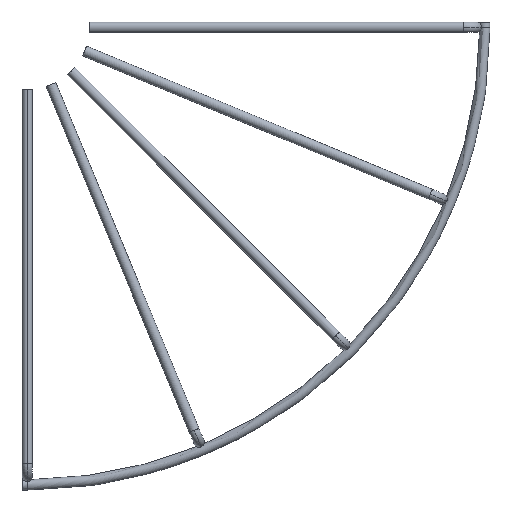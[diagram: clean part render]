
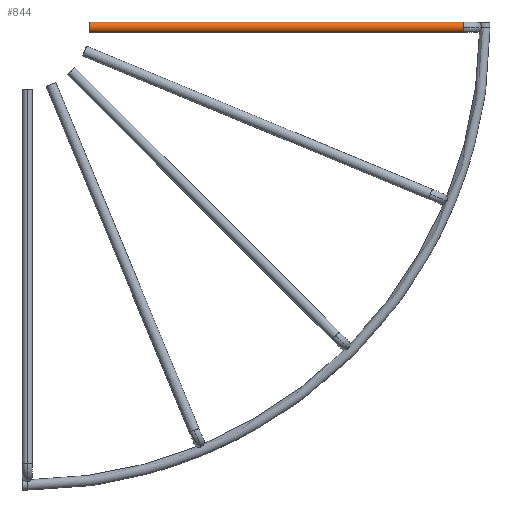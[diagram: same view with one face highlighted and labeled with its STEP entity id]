
A CAD part, front view. The second image highlights one B-rep face of the part: STEP entity #844.
In plain terms, the highlighted cylindrical face has radius 2.35 mm (diameter 4.7 mm), a partial arc.
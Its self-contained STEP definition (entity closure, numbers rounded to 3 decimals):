
#14 = VERTEX_POINT ( 'NONE', #1925 ) ;
#75 = CIRCLE ( 'NONE', #302, 2.35 ) ;
#137 = ORIENTED_EDGE ( 'NONE', *, *, #2334, .F. ) ;
#302 = AXIS2_PLACEMENT_3D ( 'NONE', #2978, #1290, #2731 ) ;
#309 = VECTOR ( 'NONE', #2483, 1000. ) ;
#339 = EDGE_CURVE ( 'NONE', #2618, #1193, #75, .T. ) ;
#456 = CYLINDRICAL_SURFACE ( 'NONE', #1700, 2.35 ) ;
#700 = DIRECTION ( 'NONE',  ( 1., 0., 0. ) ) ;
#754 = DIRECTION ( 'NONE',  ( -1., 0., 0. ) ) ;
#826 = ORIENTED_EDGE ( 'NONE', *, *, #1996, .F. ) ;
#844 = ADVANCED_FACE ( 'NONE', ( #1108 ), #456, .T. ) ;
#870 = ORIENTED_EDGE ( 'NONE', *, *, #2115, .T. ) ;
#976 = CARTESIAN_POINT ( 'NONE',  ( 196.75, -101.75, -2.35 ) ) ;
#1108 = FACE_OUTER_BOUND ( 'NONE', #1913, .T. ) ;
#1193 = VERTEX_POINT ( 'NONE', #1599 ) ;
#1271 = DIRECTION ( 'NONE',  ( 1., 0., 0. ) ) ;
#1290 = DIRECTION ( 'NONE',  ( 1., 0., 0. ) ) ;
#1305 = AXIS2_PLACEMENT_3D ( 'NONE', #2140, #700, #2395 ) ;
#1382 = DIRECTION ( 'NONE',  ( -1., 0., 0. ) ) ;
#1559 = LINE ( 'NONE', #2314, #2123 ) ;
#1599 = CARTESIAN_POINT ( 'NONE',  ( 196.75, -104.1, 0. ) ) ;
#1700 = AXIS2_PLACEMENT_3D ( 'NONE', #2332, #1382, #2813 ) ;
#1744 = ORIENTED_EDGE ( 'NONE', *, *, #2973, .T. ) ;
#1913 = EDGE_LOOP ( 'NONE', ( #137, #826, #2727, #1744, #870 ) ) ;
#1925 = CARTESIAN_POINT ( 'NONE',  ( 28., -101.75, 2.35 ) ) ;
#1996 = EDGE_CURVE ( 'NONE', #1193, #2895, #2729, .T. ) ;
#2013 = CIRCLE ( 'NONE', #2595, 2.35 ) ;
#2115 = EDGE_CURVE ( 'NONE', #14, #2278, #2013, .T. ) ;
#2123 = VECTOR ( 'NONE', #754, 1000. ) ;
#2140 = CARTESIAN_POINT ( 'NONE',  ( 196.75, -101.75, 0. ) ) ;
#2163 = LINE ( 'NONE', #2234, #309 ) ;
#2234 = CARTESIAN_POINT ( 'NONE',  ( 196.75, -101.75, 2.35 ) ) ;
#2278 = VERTEX_POINT ( 'NONE', #2295 ) ;
#2295 = CARTESIAN_POINT ( 'NONE',  ( 28., -101.75, -2.35 ) ) ;
#2314 = CARTESIAN_POINT ( 'NONE',  ( 196.75, -101.75, -2.35 ) ) ;
#2332 = CARTESIAN_POINT ( 'NONE',  ( 196.75, -101.75, 0. ) ) ;
#2334 = EDGE_CURVE ( 'NONE', #2895, #2278, #1559, .T. ) ;
#2395 = DIRECTION ( 'NONE',  ( 0., 1., 0. ) ) ;
#2483 = DIRECTION ( 'NONE',  ( -1., 0., 0. ) ) ;
#2595 = AXIS2_PLACEMENT_3D ( 'NONE', #2712, #1271, #2959 ) ;
#2618 = VERTEX_POINT ( 'NONE', #2794 ) ;
#2712 = CARTESIAN_POINT ( 'NONE',  ( 28., -101.75, 0. ) ) ;
#2727 = ORIENTED_EDGE ( 'NONE', *, *, #339, .F. ) ;
#2729 = CIRCLE ( 'NONE', #1305, 2.35 ) ;
#2731 = DIRECTION ( 'NONE',  ( 0., 1., 0. ) ) ;
#2794 = CARTESIAN_POINT ( 'NONE',  ( 196.75, -101.75, 2.35 ) ) ;
#2813 = DIRECTION ( 'NONE',  ( 0., 0., 1. ) ) ;
#2895 = VERTEX_POINT ( 'NONE', #976 ) ;
#2959 = DIRECTION ( 'NONE',  ( 0., 1., 0. ) ) ;
#2973 = EDGE_CURVE ( 'NONE', #2618, #14, #2163, .T. ) ;
#2978 = CARTESIAN_POINT ( 'NONE',  ( 196.75, -101.75, 0. ) ) ;
